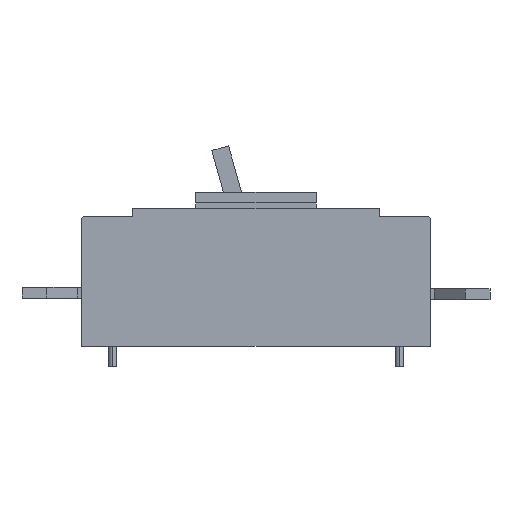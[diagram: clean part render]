
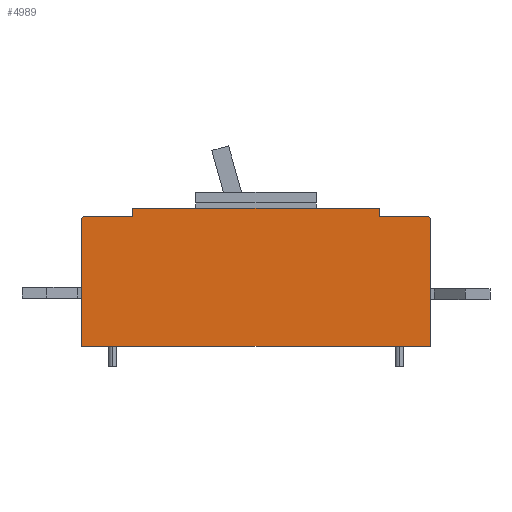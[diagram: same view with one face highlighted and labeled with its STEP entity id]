
A CAD part, left-side view. The second image highlights one B-rep face of the part: STEP entity #4989.
In plain terms, the highlighted planar face has unit normal (-1, 0, 0).
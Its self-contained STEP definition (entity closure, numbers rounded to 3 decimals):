
#252 = CARTESIAN_POINT ( 'NONE',  ( -70., 130., 0. ) ) ;
#444 = DIRECTION ( 'NONE',  ( 0., -1., 0. ) ) ;
#468 = ORIENTED_EDGE ( 'NONE', *, *, #935, .T. ) ;
#705 = CARTESIAN_POINT ( 'NONE',  ( -70., -92., 97. ) ) ;
#844 = FACE_OUTER_BOUND ( 'NONE', #16031, .T. ) ;
#935 = EDGE_CURVE ( 'NONE', #9988, #14453, #9560, .T. ) ;
#1078 = ORIENTED_EDGE ( 'NONE', *, *, #15708, .F. ) ;
#1271 = DIRECTION ( 'NONE',  ( 0., -1., 0. ) ) ;
#1371 = CARTESIAN_POINT ( 'NONE',  ( -70., -92., 102.95 ) ) ;
#2419 = VERTEX_POINT ( 'NONE', #705 ) ;
#2654 = CARTESIAN_POINT ( 'NONE',  ( -70., -130., 0. ) ) ;
#3119 = CARTESIAN_POINT ( 'NONE',  ( -70., -128., 95. ) ) ;
#3271 = CARTESIAN_POINT ( 'NONE',  ( -70., 92., 97. ) ) ;
#3401 = AXIS2_PLACEMENT_3D ( 'NONE', #16102, #5545, #14820 ) ;
#3838 = DIRECTION ( 'NONE',  ( 0., 0., -1. ) ) ;
#4134 = ORIENTED_EDGE ( 'NONE', *, *, #6769, .F. ) ;
#4417 = AXIS2_PLACEMENT_3D ( 'NONE', #15297, #7349, #16649 ) ;
#4435 = DIRECTION ( 'NONE',  ( 0., 1., 0. ) ) ;
#4712 = LINE ( 'NONE', #3271, #14854 ) ;
#4800 = ORIENTED_EDGE ( 'NONE', *, *, #6850, .F. ) ;
#4989 = ADVANCED_FACE ( 'NONE', ( #844 ), #13493, .F. ) ;
#5508 = LINE ( 'NONE', #14947, #12560 ) ;
#5511 = VECTOR ( 'NONE', #3838, 1000. ) ;
#5545 = DIRECTION ( 'NONE',  ( 1., 0., 0. ) ) ;
#5868 = CARTESIAN_POINT ( 'NONE',  ( -70., -130., 95. ) ) ;
#6188 = CIRCLE ( 'NONE', #8112, 2. ) ;
#6718 = CARTESIAN_POINT ( 'NONE',  ( -70., -92., 97. ) ) ;
#6730 = CARTESIAN_POINT ( 'NONE',  ( -70., -128., 97. ) ) ;
#6769 = EDGE_CURVE ( 'NONE', #9749, #7062, #5508, .T. ) ;
#6850 = EDGE_CURVE ( 'NONE', #8657, #13258, #14013, .T. ) ;
#7062 = VERTEX_POINT ( 'NONE', #1371 ) ;
#7168 = DIRECTION ( 'NONE',  ( 0., -1., 0. ) ) ;
#7242 = VERTEX_POINT ( 'NONE', #5868 ) ;
#7349 = DIRECTION ( 'NONE',  ( -1., 0., 0. ) ) ;
#7405 = VECTOR ( 'NONE', #1271, 1000. ) ;
#7566 = ORIENTED_EDGE ( 'NONE', *, *, #10073, .T. ) ;
#8030 = CARTESIAN_POINT ( 'NONE',  ( -70., -130., 103. ) ) ;
#8112 = AXIS2_PLACEMENT_3D ( 'NONE', #3119, #12374, #4435 ) ;
#8506 = CARTESIAN_POINT ( 'NONE',  ( -70., 130., 0. ) ) ;
#8657 = VERTEX_POINT ( 'NONE', #8780 ) ;
#8780 = CARTESIAN_POINT ( 'NONE',  ( -70., 128., 97. ) ) ;
#9024 = CARTESIAN_POINT ( 'NONE',  ( -70., 130., 103. ) ) ;
#9035 = LINE ( 'NONE', #9024, #5511 ) ;
#9177 = VECTOR ( 'NONE', #15982, 1000. ) ;
#9560 = LINE ( 'NONE', #8506, #16628 ) ;
#9749 = VERTEX_POINT ( 'NONE', #11496 ) ;
#9988 = VERTEX_POINT ( 'NONE', #252 ) ;
#10073 = EDGE_CURVE ( 'NONE', #7242, #13544, #6188, .T. ) ;
#10084 = VECTOR ( 'NONE', #15119, 1000. ) ;
#10477 = CARTESIAN_POINT ( 'NONE',  ( -70., 130., 95. ) ) ;
#10953 = EDGE_CURVE ( 'NONE', #14409, #9988, #9035, .T. ) ;
#11192 = DIRECTION ( 'NONE',  ( 0., 0., 1. ) ) ;
#11429 = CIRCLE ( 'NONE', #4417, 2. ) ;
#11490 = ORIENTED_EDGE ( 'NONE', *, *, #10953, .T. ) ;
#11496 = CARTESIAN_POINT ( 'NONE',  ( -70., 92., 102.95 ) ) ;
#11748 = EDGE_CURVE ( 'NONE', #7242, #14453, #12301, .T. ) ;
#11795 = ORIENTED_EDGE ( 'NONE', *, *, #12618, .T. ) ;
#12121 = ORIENTED_EDGE ( 'NONE', *, *, #11748, .F. ) ;
#12301 = LINE ( 'NONE', #8030, #9177 ) ;
#12374 = DIRECTION ( 'NONE',  ( -1., 0., 0. ) ) ;
#12394 = LINE ( 'NONE', #6718, #15902 ) ;
#12533 = ORIENTED_EDGE ( 'NONE', *, *, #15775, .T. ) ;
#12560 = VECTOR ( 'NONE', #444, 1000. ) ;
#12618 = EDGE_CURVE ( 'NONE', #8657, #14409, #11429, .T. ) ;
#13258 = VERTEX_POINT ( 'NONE', #16629 ) ;
#13493 = PLANE ( 'NONE',  #3401 ) ;
#13544 = VERTEX_POINT ( 'NONE', #6730 ) ;
#13780 = CARTESIAN_POINT ( 'NONE',  ( -70., 130., 97. ) ) ;
#14013 = LINE ( 'NONE', #13780, #10084 ) ;
#14409 = VERTEX_POINT ( 'NONE', #10477 ) ;
#14453 = VERTEX_POINT ( 'NONE', #2654 ) ;
#14456 = LINE ( 'NONE', #15822, #7405 ) ;
#14664 = DIRECTION ( 'NONE',  ( 0., 0., 1. ) ) ;
#14820 = DIRECTION ( 'NONE',  ( 0., 1., 0. ) ) ;
#14854 = VECTOR ( 'NONE', #11192, 1000. ) ;
#14947 = CARTESIAN_POINT ( 'NONE',  ( -70., 92., 102.95 ) ) ;
#15119 = DIRECTION ( 'NONE',  ( 0., -1., 0. ) ) ;
#15297 = CARTESIAN_POINT ( 'NONE',  ( -70., 128., 95. ) ) ;
#15708 = EDGE_CURVE ( 'NONE', #2419, #13544, #14456, .T. ) ;
#15775 = EDGE_CURVE ( 'NONE', #2419, #7062, #12394, .T. ) ;
#15822 = CARTESIAN_POINT ( 'NONE',  ( -70., -130., 97. ) ) ;
#15830 = ORIENTED_EDGE ( 'NONE', *, *, #16660, .F. ) ;
#15902 = VECTOR ( 'NONE', #14664, 1000. ) ;
#15982 = DIRECTION ( 'NONE',  ( 0., 0., -1. ) ) ;
#16031 = EDGE_LOOP ( 'NONE', ( #12121, #7566, #1078, #12533, #4134, #15830, #4800, #11795, #11490, #468 ) ) ;
#16102 = CARTESIAN_POINT ( 'NONE',  ( -70., 130., 103. ) ) ;
#16628 = VECTOR ( 'NONE', #7168, 1000. ) ;
#16629 = CARTESIAN_POINT ( 'NONE',  ( -70., 92., 97. ) ) ;
#16649 = DIRECTION ( 'NONE',  ( 0., 1., 0. ) ) ;
#16660 = EDGE_CURVE ( 'NONE', #13258, #9749, #4712, .T. ) ;
